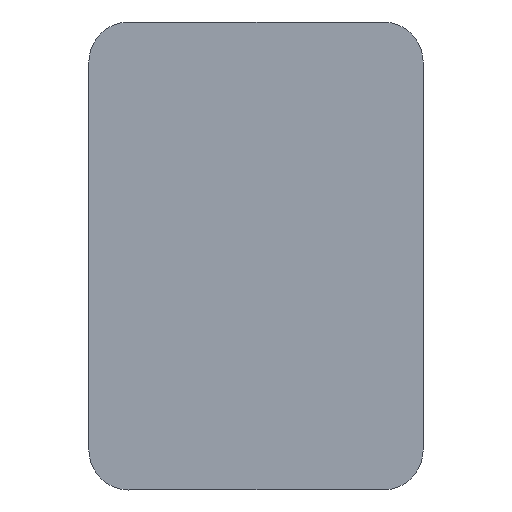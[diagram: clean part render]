
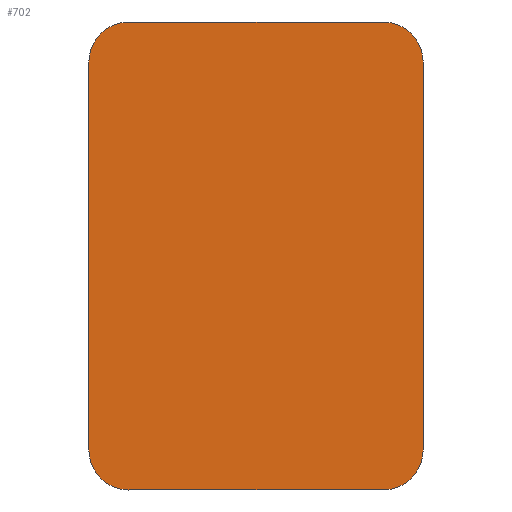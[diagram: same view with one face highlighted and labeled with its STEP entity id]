
A CAD part, front view. The second image highlights one B-rep face of the part: STEP entity #702.
In plain terms, the highlighted planar face has unit normal (0, -1, 0).
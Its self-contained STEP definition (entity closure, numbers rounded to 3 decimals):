
#33=CIRCLE('',#756,8.987);
#35=CIRCLE('',#759,8.987);
#36=CIRCLE('',#761,8.987);
#37=CIRCLE('',#762,8.987);
#81=FACE_OUTER_BOUND('',#121,.T.);
#121=EDGE_LOOP('',(#480,#481,#482,#483,#484,#485,#486,#487));
#163=LINE('',#1040,#230);
#168=LINE('',#1061,#235);
#169=LINE('',#1062,#236);
#170=LINE('',#1065,#237);
#230=VECTOR('',#829,10.);
#235=VECTOR('',#850,10.);
#236=VECTOR('',#851,10.);
#237=VECTOR('',#854,10.);
#297=VERTEX_POINT('',#1037);
#298=VERTEX_POINT('',#1039);
#300=VERTEX_POINT('',#1045);
#303=VERTEX_POINT('',#1052);
#304=VERTEX_POINT('',#1054);
#305=VERTEX_POINT('',#1058);
#306=VERTEX_POINT('',#1059);
#307=VERTEX_POINT('',#1063);
#364=EDGE_CURVE('',#298,#297,#163,.T.);
#367=EDGE_CURVE('',#300,#298,#33,.T.);
#371=EDGE_CURVE('',#304,#303,#35,.T.);
#373=EDGE_CURVE('',#305,#306,#36,.T.);
#374=EDGE_CURVE('',#306,#304,#168,.T.);
#375=EDGE_CURVE('',#303,#300,#169,.T.);
#376=EDGE_CURVE('',#297,#307,#37,.T.);
#377=EDGE_CURVE('',#307,#305,#170,.T.);
#480=ORIENTED_EDGE('',*,*,#373,.T.);
#481=ORIENTED_EDGE('',*,*,#374,.T.);
#482=ORIENTED_EDGE('',*,*,#371,.T.);
#483=ORIENTED_EDGE('',*,*,#375,.T.);
#484=ORIENTED_EDGE('',*,*,#367,.T.);
#485=ORIENTED_EDGE('',*,*,#364,.T.);
#486=ORIENTED_EDGE('',*,*,#376,.T.);
#487=ORIENTED_EDGE('',*,*,#377,.T.);
#681=PLANE('',#760);
#702=ADVANCED_FACE('',(#81),#681,.F.);
#756=AXIS2_PLACEMENT_3D('',#1046,#835,#836);
#759=AXIS2_PLACEMENT_3D('',#1055,#843,#844);
#760=AXIS2_PLACEMENT_3D('',#1057,#846,#847);
#761=AXIS2_PLACEMENT_3D('',#1060,#848,#849);
#762=AXIS2_PLACEMENT_3D('',#1064,#852,#853);
#829=DIRECTION('',(0.,0.,-1.));
#835=DIRECTION('center_axis',(0.,-1.,0.));
#836=DIRECTION('ref_axis',(-1.,0.,0.));
#843=DIRECTION('center_axis',(0.,-1.,0.));
#844=DIRECTION('ref_axis',(0.,0.,1.));
#846=DIRECTION('center_axis',(0.,1.,0.));
#847=DIRECTION('ref_axis',(1.,0.,0.));
#848=DIRECTION('center_axis',(0.,-1.,0.));
#849=DIRECTION('ref_axis',(1.,0.,0.));
#850=DIRECTION('',(0.,0.,1.));
#851=DIRECTION('',(-1.,0.,0.));
#852=DIRECTION('center_axis',(0.,-1.,0.));
#853=DIRECTION('ref_axis',(0.,0.,-1.));
#854=DIRECTION('',(1.,0.,0.));
#1037=CARTESIAN_POINT('',(-4.987,-2.7,4.));
#1039=CARTESIAN_POINT('',(-4.987,-2.7,91.));
#1040=CARTESIAN_POINT('',(-4.987,-2.7,4.));
#1045=CARTESIAN_POINT('',(4.,-2.7,99.987));
#1046=CARTESIAN_POINT('Origin',(4.,-2.7,91.));
#1052=CARTESIAN_POINT('',(61.,-2.7,99.987));
#1054=CARTESIAN_POINT('',(69.987,-2.7,91.));
#1055=CARTESIAN_POINT('Origin',(61.,-2.7,91.));
#1057=CARTESIAN_POINT('Origin',(32.5,-2.7,47.5));
#1058=CARTESIAN_POINT('',(61.,-2.7,-4.987));
#1059=CARTESIAN_POINT('',(69.987,-2.7,4.));
#1060=CARTESIAN_POINT('Origin',(61.,-2.7,4.));
#1061=CARTESIAN_POINT('',(69.987,-2.7,91.));
#1062=CARTESIAN_POINT('',(4.,-2.7,99.987));
#1063=CARTESIAN_POINT('',(4.,-2.7,-4.987));
#1064=CARTESIAN_POINT('Origin',(4.,-2.7,4.));
#1065=CARTESIAN_POINT('',(61.,-2.7,-4.987));
